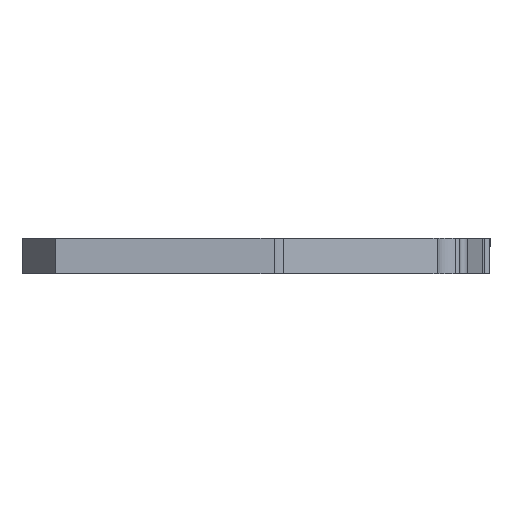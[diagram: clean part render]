
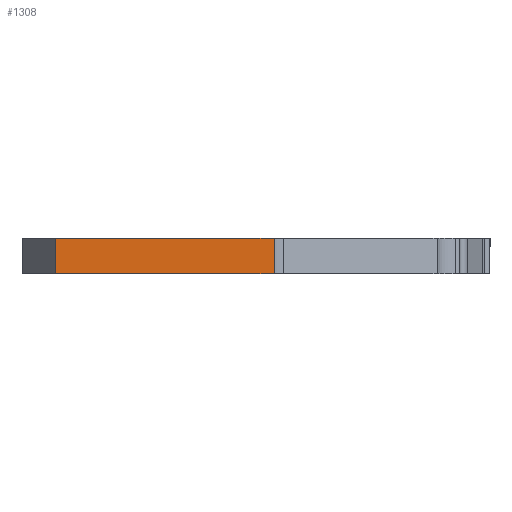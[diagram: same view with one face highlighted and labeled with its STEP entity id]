
A CAD part, left-side view. The second image highlights one B-rep face of the part: STEP entity #1308.
In plain terms, the highlighted planar face has unit normal (-1, 0, 0).
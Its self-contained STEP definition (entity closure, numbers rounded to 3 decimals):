
#214 = LINE ( 'NONE', #644, #1189 ) ;
#238 = CARTESIAN_POINT ( 'NONE',  ( -15.598, 1.916, 2. ) ) ;
#273 = LINE ( 'NONE', #657, #1266 ) ;
#327 = DIRECTION ( 'NONE',  ( 0., 1., 0. ) ) ;
#332 = DIRECTION ( 'NONE',  ( 1., 0., 0. ) ) ;
#344 = CARTESIAN_POINT ( 'NONE',  ( -15.598, 14.313, 2. ) ) ;
#361 = DIRECTION ( 'NONE',  ( 0., 0., -1. ) ) ;
#381 = CARTESIAN_POINT ( 'NONE',  ( -15.598, 1.916, 2. ) ) ;
#398 = PLANE ( 'NONE',  #440 ) ;
#437 = CARTESIAN_POINT ( 'NONE',  ( -15.598, 14.313, 2. ) ) ;
#440 = AXIS2_PLACEMENT_3D ( 'NONE', #344, #332, #327 ) ;
#644 = CARTESIAN_POINT ( 'NONE',  ( -15.598, 1.916, 0. ) ) ;
#646 = DIRECTION ( 'NONE',  ( 0., 0., -1. ) ) ;
#657 = CARTESIAN_POINT ( 'NONE',  ( -15.598, 14.313, 2. ) ) ;
#659 = VERTEX_POINT ( 'NONE', #860 ) ;
#693 = DIRECTION ( 'NONE',  ( 0., -1., 0. ) ) ;
#712 = VERTEX_POINT ( 'NONE', #965 ) ;
#810 = ORIENTED_EDGE ( 'NONE', *, *, #1158, .F. ) ;
#811 = ORIENTED_EDGE ( 'NONE', *, *, #1235, .F. ) ;
#814 = ORIENTED_EDGE ( 'NONE', *, *, #1273, .T. ) ;
#822 = DIRECTION ( 'NONE',  ( 0., -1., 0. ) ) ;
#833 = CARTESIAN_POINT ( 'NONE',  ( -15.598, 14.313, 2. ) ) ;
#860 = CARTESIAN_POINT ( 'NONE',  ( -15.598, 1.916, 0. ) ) ;
#866 = EDGE_LOOP ( 'NONE', ( #810, #811, #814, #1115 ) ) ;
#868 = LINE ( 'NONE', #381, #1377 ) ;
#915 = VECTOR ( 'NONE', #822, 1000. ) ;
#965 = CARTESIAN_POINT ( 'NONE',  ( -15.598, 14.313, 0. ) ) ;
#1013 = LINE ( 'NONE', #833, #915 ) ;
#1039 = FACE_OUTER_BOUND ( 'NONE', #866, .T. ) ;
#1115 = ORIENTED_EDGE ( 'NONE', *, *, #1275, .T. ) ;
#1158 = EDGE_CURVE ( 'NONE', #1356, #659, #868, .T. ) ;
#1189 = VECTOR ( 'NONE', #693, 1000. ) ;
#1235 = EDGE_CURVE ( 'NONE', #1301, #1356, #1013, .T. ) ;
#1266 = VECTOR ( 'NONE', #646, 1000. ) ;
#1273 = EDGE_CURVE ( 'NONE', #1301, #712, #273, .T. ) ;
#1275 = EDGE_CURVE ( 'NONE', #712, #659, #214, .T. ) ;
#1301 = VERTEX_POINT ( 'NONE', #437 ) ;
#1308 = ADVANCED_FACE ( 'NONE', ( #1039 ), #398, .F. ) ;
#1356 = VERTEX_POINT ( 'NONE', #238 ) ;
#1377 = VECTOR ( 'NONE', #361, 1000. ) ;
